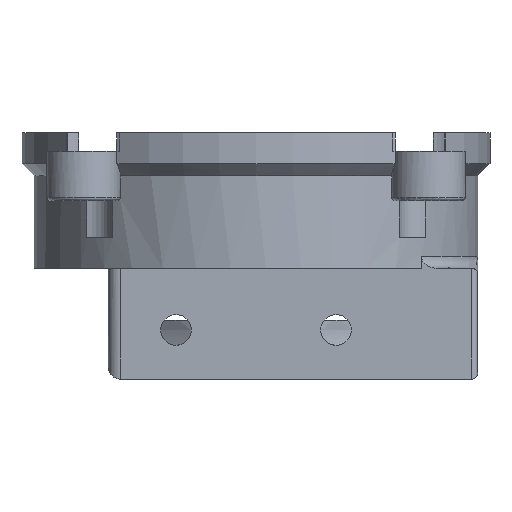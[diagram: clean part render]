
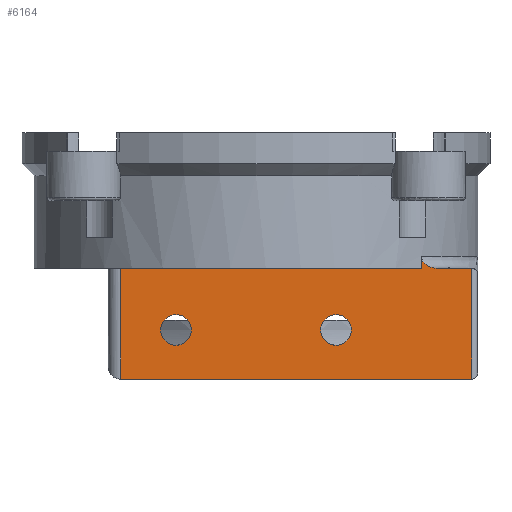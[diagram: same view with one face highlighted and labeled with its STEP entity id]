
A CAD part, left-side view. The second image highlights one B-rep face of the part: STEP entity #6164.
In plain terms, the highlighted planar face has unit normal (-1, 0, 0).
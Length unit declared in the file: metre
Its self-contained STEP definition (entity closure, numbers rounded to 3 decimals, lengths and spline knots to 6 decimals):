
#210=PLANE('',#6625);
#270=LINE('',#8198,#515);
#448=LINE('',#12194,#693);
#449=LINE('',#12201,#694);
#450=LINE('',#12204,#695);
#451=LINE('',#12206,#696);
#452=LINE('',#12213,#697);
#515=VECTOR('',#6898,1.);
#693=VECTOR('',#7730,1.);
#694=VECTOR('',#7739,1.);
#695=VECTOR('',#7740,1.);
#696=VECTOR('',#7741,1.);
#697=VECTOR('',#7742,1.);
#1126=B_SPLINE_CURVE_WITH_KNOTS('',3,(#12208,#12209,#12210,#12211,#12212),
 .UNSPECIFIED.,.F.,.F.,(4,1,4),(0.,0.000906,0.001812),
 .UNSPECIFIED.);
#2893=ORIENTED_EDGE('',*,*,#3935,.T.);
#2894=ORIENTED_EDGE('',*,*,#3936,.T.);
#2895=ORIENTED_EDGE('',*,*,#3937,.T.);
#2896=ORIENTED_EDGE('',*,*,#3938,.T.);
#2897=ORIENTED_EDGE('',*,*,#3939,.F.);
#2898=ORIENTED_EDGE('',*,*,#3940,.T.);
#2899=ORIENTED_EDGE('',*,*,#3158,.F.);
#2900=ORIENTED_EDGE('',*,*,#3934,.F.);
#2901=ORIENTED_EDGE('',*,*,#3941,.T.);
#3158=EDGE_CURVE('',#4103,#4104,#270,.F.);
#3934=EDGE_CURVE('',#4598,#4103,#448,.T.);
#3935=EDGE_CURVE('',#4599,#4599,#4891,.T.);
#3936=EDGE_CURVE('',#4600,#4600,#4892,.T.);
#3937=EDGE_CURVE('',#4601,#4602,#449,.T.);
#3938=EDGE_CURVE('',#4602,#4603,#450,.F.);
#3939=EDGE_CURVE('',#4604,#4603,#451,.T.);
#3940=EDGE_CURVE('',#4604,#4104,#1126,.T.);
#3941=EDGE_CURVE('',#4598,#4601,#452,.T.);
#4103=VERTEX_POINT('',#8197);
#4104=VERTEX_POINT('',#8199);
#4598=VERTEX_POINT('',#12193);
#4599=VERTEX_POINT('',#12198);
#4600=VERTEX_POINT('',#12200);
#4601=VERTEX_POINT('',#12202);
#4602=VERTEX_POINT('',#12203);
#4603=VERTEX_POINT('',#12205);
#4604=VERTEX_POINT('',#12207);
#4891=CIRCLE('',#6626,0.00125);
#4892=CIRCLE('',#6627,0.00125);
#5246=EDGE_LOOP('',(#2893));
#5247=EDGE_LOOP('',(#2894));
#5248=EDGE_LOOP('',(#2895,#2896,#2897,#2898,#2899,#2900,#2901));
#5649=FACE_BOUND('',#5246,.T.);
#5650=FACE_BOUND('',#5247,.T.);
#5651=FACE_BOUND('',#5248,.T.);
#6164=ADVANCED_FACE('',(#5649,#5650,#5651),#210,.F.);
#6625=AXIS2_PLACEMENT_3D('',#12196,#7733,#7734);
#6626=AXIS2_PLACEMENT_3D('',#12197,#7735,#7736);
#6627=AXIS2_PLACEMENT_3D('',#12199,#7737,#7738);
#6898=DIRECTION('',(0.,0.,-1.));
#7730=DIRECTION('',(0.,-1.,0.));
#7733=DIRECTION('',(1.,0.,0.));
#7734=DIRECTION('',(0.,0.,-1.));
#7735=DIRECTION('',(1.,0.,0.));
#7736=DIRECTION('',(0.,-1.,0.));
#7737=DIRECTION('',(1.,0.,0.));
#7738=DIRECTION('',(0.,-1.,0.));
#7739=DIRECTION('',(0.,-1.,0.));
#7740=DIRECTION('',(0.,0.,-1.));
#7741=DIRECTION('',(0.,-1.,0.));
#7742=DIRECTION('',(0.,0.,-1.));
#8197=CARTESIAN_POINT('',(-0.012,-0.013416,0.005));
#8198=CARTESIAN_POINT('',(-0.012,-0.013416,0.005));
#8199=CARTESIAN_POINT('',(-0.012,-0.013416,0.006));
#12193=CARTESIAN_POINT('',(-0.012,0.011,0.005));
#12194=CARTESIAN_POINT('',(-0.012,-0.003,0.005));
#12196=CARTESIAN_POINT('',(-0.012,-0.003,0.0005));
#12197=CARTESIAN_POINT('',(-0.012,-0.0065,0.));
#12198=CARTESIAN_POINT('',(-0.012,-0.00775,0.));
#12199=CARTESIAN_POINT('',(-0.012,0.0065,0.));
#12200=CARTESIAN_POINT('',(-0.012,0.00525,0.));
#12201=CARTESIAN_POINT('',(-0.012,-0.003,-0.004));
#12202=CARTESIAN_POINT('',(-0.012,0.011,-0.004));
#12203=CARTESIAN_POINT('',(-0.012,-0.0175,-0.004));
#12204=CARTESIAN_POINT('',(-0.012,-0.0175,0.0005));
#12205=CARTESIAN_POINT('',(-0.012,-0.0175,0.005));
#12206=CARTESIAN_POINT('',(-0.012,-0.003,0.005));
#12207=CARTESIAN_POINT('',(-0.012,-0.014731,0.005));
#12208=CARTESIAN_POINT('',(-0.012,-0.014731,0.005));
#12209=CARTESIAN_POINT('',(-0.012,-0.014425,0.005));
#12210=CARTESIAN_POINT('',(-0.012,-0.013818,0.005151));
#12211=CARTESIAN_POINT('',(-0.012,-0.013416,0.005692));
#12212=CARTESIAN_POINT('',(-0.012,-0.013416,0.006));
#12213=CARTESIAN_POINT('',(-0.012,0.011,-0.004));
